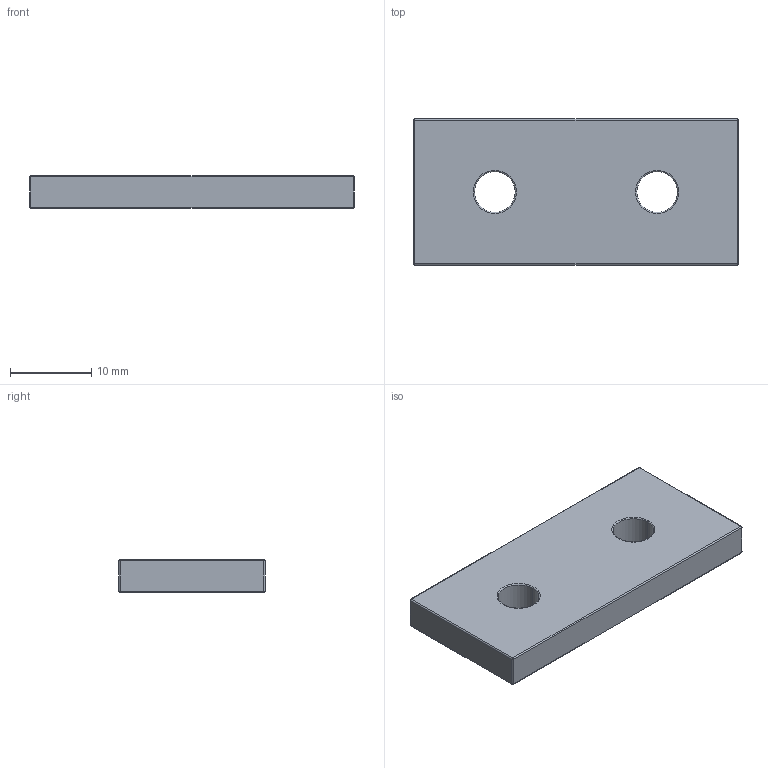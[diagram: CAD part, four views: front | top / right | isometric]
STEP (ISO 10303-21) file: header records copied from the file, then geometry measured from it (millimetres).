
FILE_DESCRIPTION (( 'STEP AP214' ), '1' );
FILE_NAME ('2 Hole Joining Strip Plate.step', '2015-01-21T14:43:24', ( 'Mark' ), ( '' ), 'SwSTEP 2.0', 'SolidWorks 2013', '' );
FILE_SCHEMA (( 'AUTOMOTIVE_DESIGN' ));
Length unit declared in the file: millimetre
Products named in the file (1): 2 Hole Joining Strip Plate
Bounding box: 40 x 18 x 4 mm (x, y, z)
Volume: 2720.2 mm3; surface area: 1931 mm2
Topology: 1 solids, 1 shells, 38 faces, 84 edges, 40 vertices
Faces by surface type: cylinder 16, torus 8, sphere 8, plane 6
Entity records: 1124 total; most frequent: DIRECTION 202, CARTESIAN_POINT 155, ORIENTED_EDGE 152, AXIS2_PLACEMENT_3D 87, EDGE_CURVE 76, CIRCLE 48, EDGE_LOOP 42, VERTEX_POINT 40
